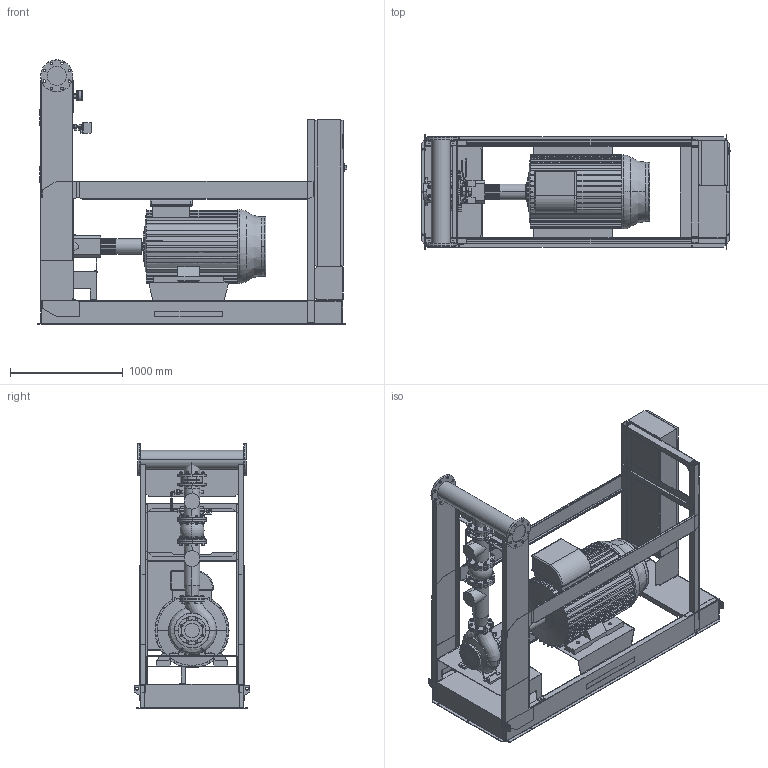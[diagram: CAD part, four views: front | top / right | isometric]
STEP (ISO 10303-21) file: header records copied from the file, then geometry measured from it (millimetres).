
FILE_DESCRIPTION((''),'2;1');
FILE_NAME('3d_Sifire-EN-100_250-269-110E-4183706.stp','2015-05-26T07:20:19',(''),(''),'Mechanical Desktop 2009','Mechanical Desktop 2009',', , ');
FILE_SCHEMA(('CONFIG_CONTROL_DESIGN'));
Length unit declared in the file: millimetre
Products named in the file (1): Product
Bounding box: 2744.5 x 1026 x 2345.5 mm (x, y, z)
Volume: 616440000 mm3; surface area: 31386752.5 mm2
Topology: 146 solids, 146 shells, 3503 faces, 8492 edges, 5346 vertices
Faces by surface type: plane 1304, bspline 1043, cylinder 664, cone 428, torus 56, sphere 8
Full cylindrical faces by diameter (mm): 309 x1
Entity records: 110999 total; most frequent: CARTESIAN_POINT 34403, ORIENTED_EDGE 16972, DIRECTION 14468, EDGE_CURVE 8486, VERTEX_POINT 5346, AXIS2_PLACEMENT_3D 5045, VECTOR 4378, LINE 4378
